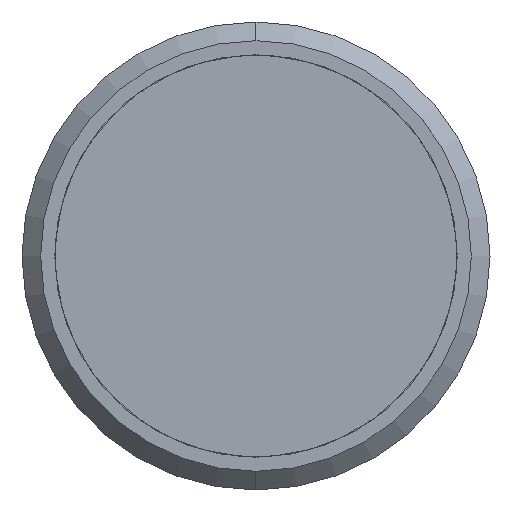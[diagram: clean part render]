
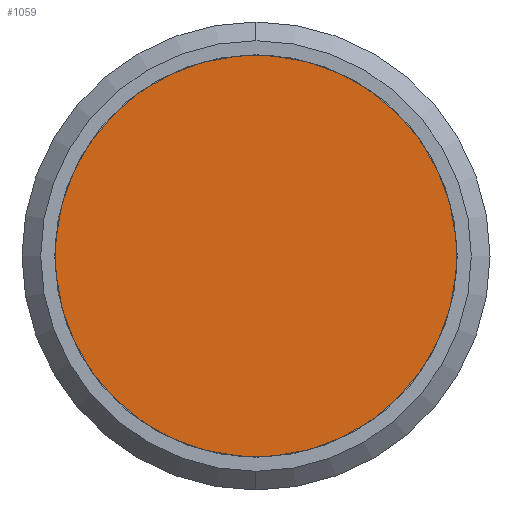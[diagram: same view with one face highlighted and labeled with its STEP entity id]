
A CAD part, left-side view. The second image highlights one B-rep face of the part: STEP entity #1059.
In plain terms, the highlighted planar face has unit normal (-1, 0, 0).
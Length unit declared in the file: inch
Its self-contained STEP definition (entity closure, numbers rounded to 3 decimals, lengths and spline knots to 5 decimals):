
#10 = EDGE_CURVE ( 'NONE', #1925, #1094, #670, .T. ) ;
#141 = CARTESIAN_POINT ( 'NONE',  ( 0., -0.46056, -0.2117 ) ) ;
#316 = DIRECTION ( 'NONE',  ( 0., 0.909, 0.418 ) ) ;
#420 = ORIENTED_EDGE ( 'NONE', *, *, #816, .F. ) ;
#637 = CARTESIAN_POINT ( 'NONE',  ( 0., 0., 0. ) ) ;
#670 = CIRCLE ( 'NONE', #956, 0.50689 ) ;
#797 = AXIS2_PLACEMENT_3D ( 'NONE', #1546, #1895, #825 ) ;
#816 = EDGE_CURVE ( 'NONE', #1094, #1925, #1394, .T. ) ;
#825 = DIRECTION ( 'NONE',  ( 0., -0.909, -0.418 ) ) ;
#838 = DIRECTION ( 'NONE',  ( 0., 0.909, 0.418 ) ) ;
#956 = AXIS2_PLACEMENT_3D ( 'NONE', #2214, #1203, #316 ) ;
#1057 = AXIS2_PLACEMENT_3D ( 'NONE', #637, #1885, #838 ) ;
#1059 = ADVANCED_FACE ( 'NONE', ( #1239 ), #1788, .T. ) ;
#1094 = VERTEX_POINT ( 'NONE', #141 ) ;
#1203 = DIRECTION ( 'NONE',  ( 1., 0., 0. ) ) ;
#1239 = FACE_OUTER_BOUND ( 'NONE', #1535, .T. ) ;
#1394 = CIRCLE ( 'NONE', #1057, 0.50689 ) ;
#1535 = EDGE_LOOP ( 'NONE', ( #1617, #420 ) ) ;
#1546 = CARTESIAN_POINT ( 'NONE',  ( 0., 0., 0. ) ) ;
#1617 = ORIENTED_EDGE ( 'NONE', *, *, #10, .F. ) ;
#1746 = CARTESIAN_POINT ( 'NONE',  ( 0., 0.46056, 0.2117 ) ) ;
#1788 = PLANE ( 'NONE',  #797 ) ;
#1885 = DIRECTION ( 'NONE',  ( 1., 0., 0. ) ) ;
#1895 = DIRECTION ( 'NONE',  ( -1., 0., 0. ) ) ;
#1925 = VERTEX_POINT ( 'NONE', #1746 ) ;
#2214 = CARTESIAN_POINT ( 'NONE',  ( 0., 0., 0. ) ) ;
